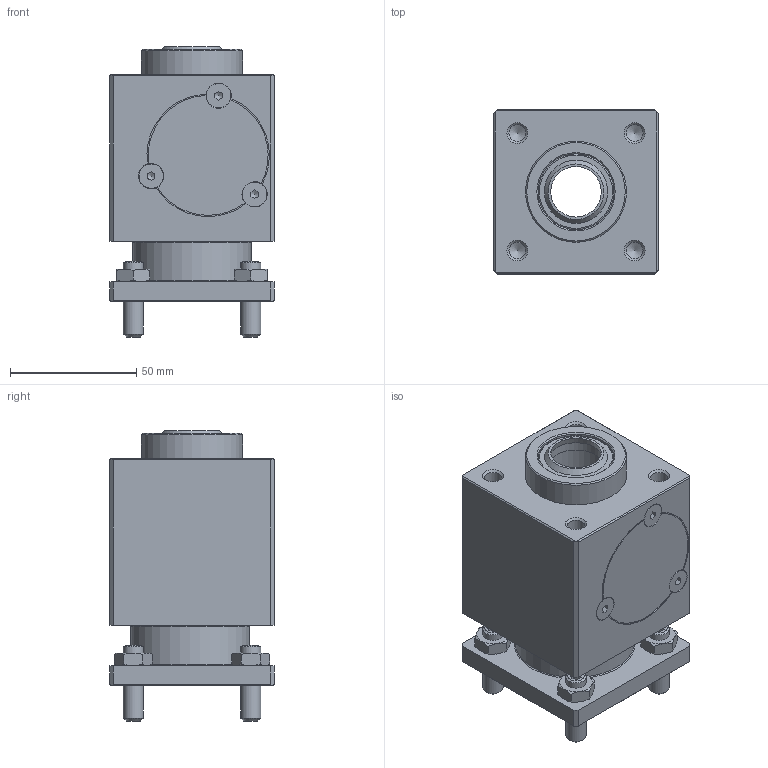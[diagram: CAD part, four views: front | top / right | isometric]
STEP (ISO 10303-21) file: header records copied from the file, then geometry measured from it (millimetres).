
FILE_DESCRIPTION((''),'2;1');
FILE_NAME('BH050.stp','2015-08-26T12:22:39',('carlo.corazza'),(''),'Autodesk Inventor 2013','Autodesk Inventor 2013','');
FILE_SCHEMA(('AUTOMOTIVE_DESIGN { 1 0 10303 214 1 1 1 1 }'));
Length unit declared in the file: millimetre
Products named in the file (1): BH050
Bounding box: 65 x 65 x 115 mm (x, y, z)
Volume: 216132.4 mm3; surface area: 64547.2 mm2
Topology: 1 solids, 16 shells, 453 faces, 1141 edges, 743 vertices
Faces by surface type: plane 209, cylinder 146, cone 89, torus 8, sphere 1
Full cylindrical faces by diameter (mm): 1.5 x2, 2.459 x2, 3 x5, 3.4 x2, 4.134 x2, 5 x12, 5.5 x6, 5.7 x2, 6.647 x4, 8 x8, 8.566 x1, 9 x4, 9.64 x6, 15 x1, 21 x1, 22 x2, 26 x1, 30 x2, 32 x1, 34 x3, 37 x2, 40 x6, 40.5 x1, 47 x1, 48 x1
Entity records: 12758 total; most frequent: CARTESIAN_POINT 2810, DIRECTION 1986, ORIENTED_EDGE 1788, EDGE_CURVE 894, AXIS2_PLACEMENT_3D 841, EDGE_LOOP 674, VERTEX_POINT 662, FACE_OUTER_BOUND 453
